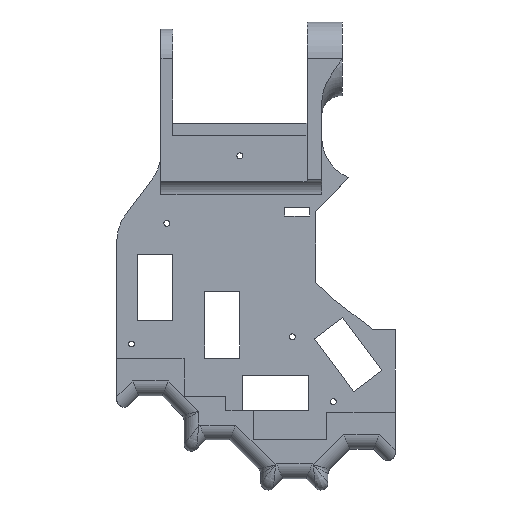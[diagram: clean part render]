
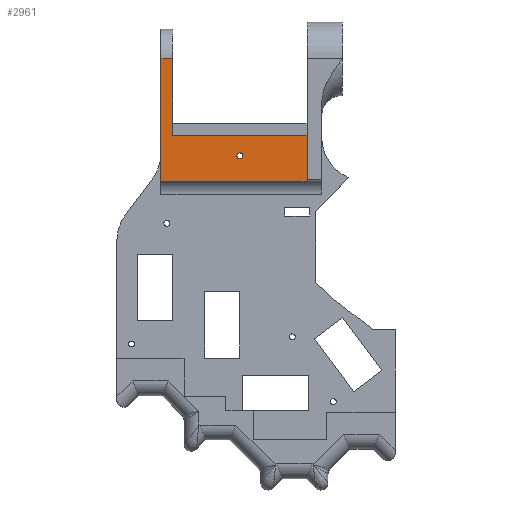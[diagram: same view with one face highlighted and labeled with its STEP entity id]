
A CAD part, front view. The second image highlights one B-rep face of the part: STEP entity #2961.
In plain terms, the highlighted planar face has unit normal (0, -1, 0).
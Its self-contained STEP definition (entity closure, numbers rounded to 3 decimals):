
#15 = DIRECTION ( 'NONE',  ( 1., 0., 0. ) ) ;
#28 = CARTESIAN_POINT ( 'NONE',  ( -2.439, 2.5, 89.816 ) ) ;
#69 = CARTESIAN_POINT ( 'NONE',  ( -29.284, 2.5, 57.141 ) ) ;
#92 = DIRECTION ( 'NONE',  ( 1., 0., 0. ) ) ;
#181 = VECTOR ( 'NONE', #5440, 1000. ) ;
#236 = LINE ( 'NONE', #7791, #4486 ) ;
#471 = LINE ( 'NONE', #3494, #8016 ) ;
#557 = DIRECTION ( 'NONE',  ( 0., 1., 0. ) ) ;
#719 = CIRCLE ( 'NONE', #6270, 1. ) ;
#1253 = VERTEX_POINT ( 'NONE', #3436 ) ;
#1262 = CARTESIAN_POINT ( 'NONE',  ( 20.391, 2.5, 97.816 ) ) ;
#1314 = VERTEX_POINT ( 'NONE', #8874 ) ;
#1347 = CARTESIAN_POINT ( 'NONE',  ( -2.439, 2.5, 90.816 ) ) ;
#1378 = EDGE_CURVE ( 'NONE', #5120, #1253, #1577, .T. ) ;
#1551 = EDGE_CURVE ( 'NONE', #7572, #2537, #5928, .T. ) ;
#1577 = LINE ( 'NONE', #4592, #181 ) ;
#1600 = ORIENTED_EDGE ( 'NONE', *, *, #2171, .T. ) ;
#2047 = DIRECTION ( 'NONE',  ( 1., 0., 0. ) ) ;
#2171 = EDGE_CURVE ( 'NONE', #6017, #1314, #3827, .T. ) ;
#2236 = AXIS2_PLACEMENT_3D ( 'NONE', #69, #6823, #15 ) ;
#2255 = FACE_BOUND ( 'NONE', #9135, .T. ) ;
#2309 = PLANE ( 'NONE',  #2236 ) ;
#2485 = VECTOR ( 'NONE', #4170, 1000. ) ;
#2537 = VERTEX_POINT ( 'NONE', #4289 ) ;
#2562 = DIRECTION ( 'NONE',  ( 1., 0., 0. ) ) ;
#2763 = CARTESIAN_POINT ( 'NONE',  ( -29.284, 2.5, 123.816 ) ) ;
#2794 = VERTEX_POINT ( 'NONE', #1262 ) ;
#2820 = ORIENTED_EDGE ( 'NONE', *, *, #1551, .T. ) ;
#2961 = ADVANCED_FACE ( 'NONE', ( #2255, #3850 ), #2309, .T. ) ;
#2986 = DIRECTION ( 'NONE',  ( 0., 0., 1. ) ) ;
#3436 = CARTESIAN_POINT ( 'NONE',  ( -25.284, 2.5, 123.816 ) ) ;
#3485 = CARTESIAN_POINT ( 'NONE',  ( -29.284, 2.5, 81.966 ) ) ;
#3494 = CARTESIAN_POINT ( 'NONE',  ( -29.284, 2.5, 57.141 ) ) ;
#3587 = LINE ( 'NONE', #8751, #2485 ) ;
#3696 = ORIENTED_EDGE ( 'NONE', *, *, #5001, .T. ) ;
#3827 = CIRCLE ( 'NONE', #8294, 1. ) ;
#3850 = FACE_OUTER_BOUND ( 'NONE', #5049, .T. ) ;
#3933 = ORIENTED_EDGE ( 'NONE', *, *, #1378, .F. ) ;
#4170 = DIRECTION ( 'NONE',  ( -1., 0., 0. ) ) ;
#4289 = CARTESIAN_POINT ( 'NONE',  ( 20.391, 2.5, 81.966 ) ) ;
#4486 = VECTOR ( 'NONE', #9331, 1000. ) ;
#4592 = CARTESIAN_POINT ( 'NONE',  ( -29.284, 2.5, 123.816 ) ) ;
#4608 = CARTESIAN_POINT ( 'NONE',  ( 20.391, 2.5, 82.636 ) ) ;
#5001 = EDGE_CURVE ( 'NONE', #2537, #2794, #6107, .T. ) ;
#5049 = EDGE_LOOP ( 'NONE', ( #7285, #2820, #3696, #5683, #5350, #3933 ) ) ;
#5120 = VERTEX_POINT ( 'NONE', #2763 ) ;
#5226 = VECTOR ( 'NONE', #2047, 1000. ) ;
#5350 = ORIENTED_EDGE ( 'NONE', *, *, #5391, .T. ) ;
#5391 = EDGE_CURVE ( 'NONE', #6577, #1253, #236, .T. ) ;
#5440 = DIRECTION ( 'NONE',  ( 1., 0., 0. ) ) ;
#5538 = EDGE_CURVE ( 'NONE', #1314, #6017, #719, .T. ) ;
#5683 = ORIENTED_EDGE ( 'NONE', *, *, #8870, .T. ) ;
#5928 = LINE ( 'NONE', #8185, #5226 ) ;
#6017 = VERTEX_POINT ( 'NONE', #28 ) ;
#6107 = LINE ( 'NONE', #4608, #9079 ) ;
#6270 = AXIS2_PLACEMENT_3D ( 'NONE', #7132, #9423, #2562 ) ;
#6296 = EDGE_CURVE ( 'NONE', #7572, #5120, #471, .T. ) ;
#6577 = VERTEX_POINT ( 'NONE', #8837 ) ;
#6823 = DIRECTION ( 'NONE',  ( 0., -1., 0. ) ) ;
#7132 = CARTESIAN_POINT ( 'NONE',  ( -2.439, 2.5, 90.816 ) ) ;
#7285 = ORIENTED_EDGE ( 'NONE', *, *, #6296, .F. ) ;
#7572 = VERTEX_POINT ( 'NONE', #3485 ) ;
#7762 = DIRECTION ( 'NONE',  ( 0., 0., 1. ) ) ;
#7791 = CARTESIAN_POINT ( 'NONE',  ( -25.284, 2.5, 57.141 ) ) ;
#8016 = VECTOR ( 'NONE', #2986, 1000. ) ;
#8185 = CARTESIAN_POINT ( 'NONE',  ( -29.284, 2.5, 81.966 ) ) ;
#8294 = AXIS2_PLACEMENT_3D ( 'NONE', #1347, #557, #92 ) ;
#8751 = CARTESIAN_POINT ( 'NONE',  ( 500000., 2.5, 97.816 ) ) ;
#8837 = CARTESIAN_POINT ( 'NONE',  ( -25.284, 2.5, 97.816 ) ) ;
#8870 = EDGE_CURVE ( 'NONE', #2794, #6577, #3587, .T. ) ;
#8874 = CARTESIAN_POINT ( 'NONE',  ( -2.439, 2.5, 91.816 ) ) ;
#9079 = VECTOR ( 'NONE', #7762, 1000. ) ;
#9135 = EDGE_LOOP ( 'NONE', ( #9563, #1600 ) ) ;
#9331 = DIRECTION ( 'NONE',  ( 0., 0., 1. ) ) ;
#9423 = DIRECTION ( 'NONE',  ( 0., 1., 0. ) ) ;
#9563 = ORIENTED_EDGE ( 'NONE', *, *, #5538, .T. ) ;
